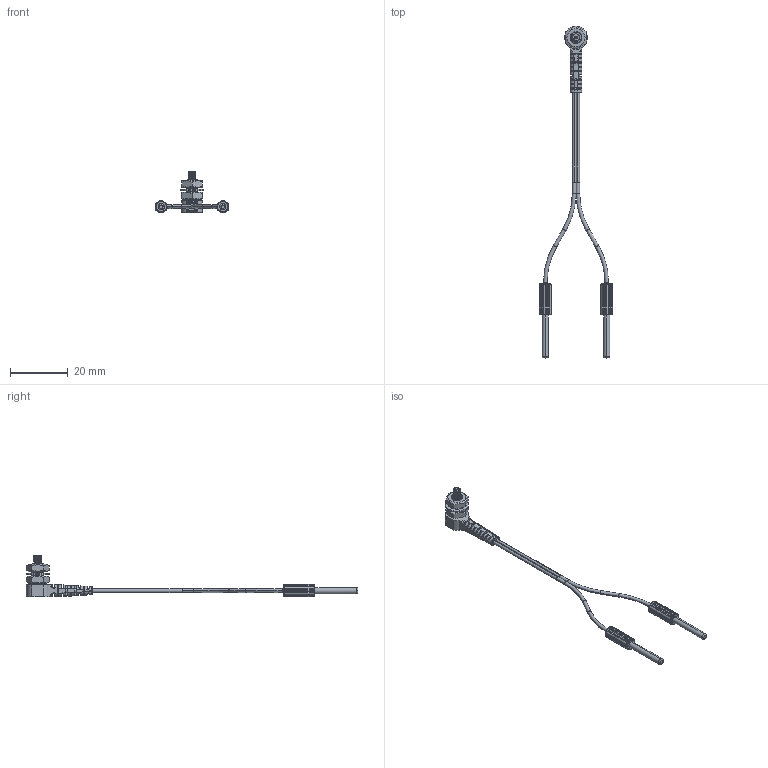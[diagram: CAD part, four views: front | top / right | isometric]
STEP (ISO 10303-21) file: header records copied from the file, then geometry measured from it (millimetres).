
FILE_DESCRIPTION((''),'2;1');
FILE_NAME('194316_ASM','2016-08-11T',('pdmadmin'),(''),'PRO/ENGINEER BY PARAMETRIC TECHNOLOGY CORPORATION, 2016010','PRO/ENGINEER BY PARAMETRIC TECHNOLOGY CORPORATION, 2016010','');
FILE_SCHEMA(('CONFIG_CONTROL_DESIGN'));
Length unit declared in the file: millimetre
Products named in the file (5): 97770; 40844; 40845; 97770_ASM; 194316_ASM
Assembly tree (5 placements, depth 3):
  194316_ASM
    97770_ASM
      97770
      40844  x2
      40845
Bounding box: 25.3 x 114.96 x 14.51 mm (x, y, z)
Volume: 1190.7 mm3; surface area: 2213.6 mm2
Topology: 4 solids, 6 shells, 598 faces, 1609 edges, 1029 vertices
Faces by surface type: cylinder 280, bspline 150, plane 122, torus 36, cone 8, extrusion 2
Entity records: 29090 total; most frequent: CARTESIAN_POINT 15822, ORIENTED_EDGE 3138, DIRECTION 2230, EDGE_CURVE 1571, VERTEX_POINT 1005, AXIS2_PLACEMENT_3D 860, B_SPLINE_CURVE_WITH_KNOTS 651, EDGE_LOOP 596
